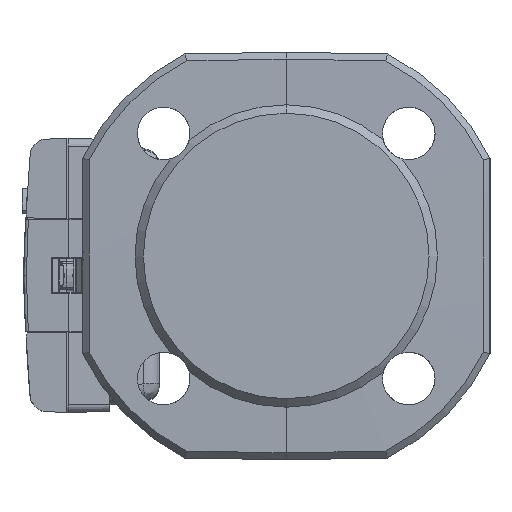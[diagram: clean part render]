
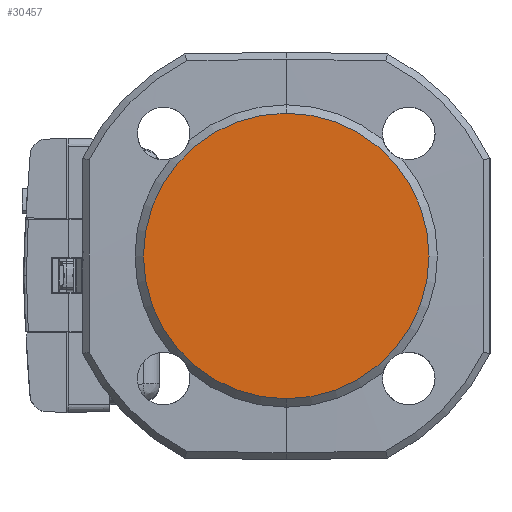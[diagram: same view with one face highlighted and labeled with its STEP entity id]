
A CAD part, left-side view. The second image highlights one B-rep face of the part: STEP entity #30457.
In plain terms, the highlighted planar face has unit normal (-1, 0, 0).
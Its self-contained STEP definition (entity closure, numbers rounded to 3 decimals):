
#1871 = CARTESIAN_POINT ( 'NONE',  ( -135., -79.1, -81.479 ) ) ;
#7200 = AXIS2_PLACEMENT_3D ( 'NONE', #94050, #36422, #103727 ) ;
#7568 = DIRECTION ( 'NONE',  ( -1., 0., 0. ) ) ;
#11551 = DIRECTION ( 'NONE',  ( 1., 0., 0. ) ) ;
#17935 = AXIS2_PLACEMENT_3D ( 'NONE', #65325, #7568, #74980 ) ;
#18413 = EDGE_CURVE ( 'NONE', #47579, #124787, #77245, .T. ) ;
#19626 = AXIS2_PLACEMENT_3D ( 'NONE', #1871, #11551, #78941 ) ;
#30457 = ADVANCED_FACE ( 'NONE', ( #76170 ), #117187, .F. ) ;
#36422 = DIRECTION ( 'NONE',  ( -1., 0., 0. ) ) ;
#47579 = VERTEX_POINT ( 'NONE', #49359 ) ;
#49359 = CARTESIAN_POINT ( 'NONE',  ( -135., 0., 51.504 ) ) ;
#52843 = CARTESIAN_POINT ( 'NONE',  ( -135., 0., -51.504 ) ) ;
#58332 = ORIENTED_EDGE ( 'NONE', *, *, #18413, .T. ) ;
#65325 = CARTESIAN_POINT ( 'NONE',  ( -135., 0., 0. ) ) ;
#70421 = ORIENTED_EDGE ( 'NONE', *, *, #110826, .T. ) ;
#74980 = DIRECTION ( 'NONE',  ( 0., 0., -1. ) ) ;
#76170 = FACE_OUTER_BOUND ( 'NONE', #116309, .T. ) ;
#77245 = CIRCLE ( 'NONE', #17935, 51.504 ) ;
#78941 = DIRECTION ( 'NONE',  ( 0., 0., -1. ) ) ;
#94050 = CARTESIAN_POINT ( 'NONE',  ( -135., 0., 0. ) ) ;
#103727 = DIRECTION ( 'NONE',  ( 0., 0., -1. ) ) ;
#110826 = EDGE_CURVE ( 'NONE', #124787, #47579, #112015, .T. ) ;
#112015 = CIRCLE ( 'NONE', #7200, 51.504 ) ;
#116309 = EDGE_LOOP ( 'NONE', ( #58332, #70421 ) ) ;
#117187 = PLANE ( 'NONE',  #19626 ) ;
#124787 = VERTEX_POINT ( 'NONE', #52843 ) ;
